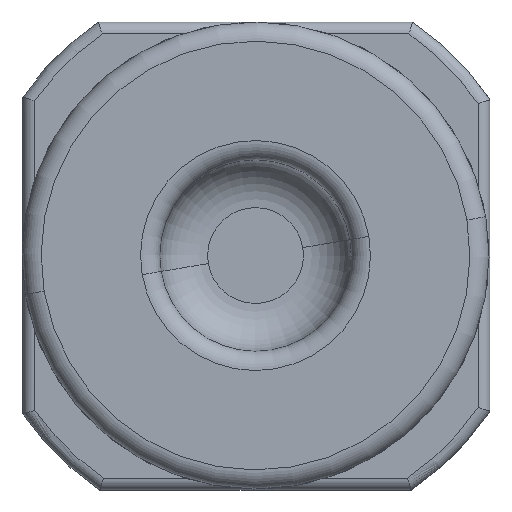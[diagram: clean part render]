
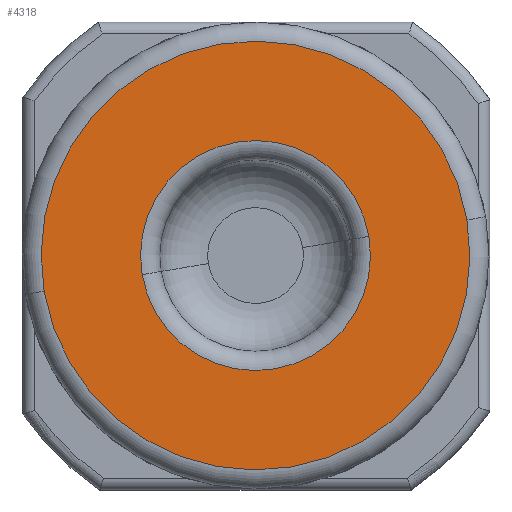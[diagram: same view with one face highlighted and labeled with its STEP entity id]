
A CAD part, front view. The second image highlights one B-rep face of the part: STEP entity #4318.
In plain terms, the highlighted face is planar.
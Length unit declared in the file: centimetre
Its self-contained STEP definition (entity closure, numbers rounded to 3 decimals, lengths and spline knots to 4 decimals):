
#358 = VERTEX_POINT ( 'NONE', #4767 ) ;
#373 = CARTESIAN_POINT ( 'NONE',  ( 0., 0.1956, 0. ) ) ;
#1065 = EDGE_CURVE ( 'NONE', #2396, #5970, #2768, .T. ) ;
#1161 = EDGE_LOOP ( 'NONE', ( #3084, #4672 ) ) ;
#1440 = CARTESIAN_POINT ( 'NONE',  ( 0., 0.1956, -0.1219 ) ) ;
#1631 = DIRECTION ( 'NONE',  ( 0., 0., 1. ) ) ;
#1641 = EDGE_CURVE ( 'NONE', #358, #5377, #7196, .T. ) ;
#1970 = AXIS2_PLACEMENT_3D ( 'NONE', #373, #3578, #4720 ) ;
#2159 = DIRECTION ( 'NONE',  ( 0., 0., 1. ) ) ;
#2396 = VERTEX_POINT ( 'NONE', #3868 ) ;
#2714 = DIRECTION ( 'NONE',  ( 0., 1., 0. ) ) ;
#2768 = CIRCLE ( 'NONE', #1970, 0.2273 ) ;
#2773 = CIRCLE ( 'NONE', #6149, 0.2273 ) ;
#2820 = EDGE_CURVE ( 'NONE', #5970, #2396, #2773, .T. ) ;
#3007 = AXIS2_PLACEMENT_3D ( 'NONE', #5050, #2714, #1631 ) ;
#3084 = ORIENTED_EDGE ( 'NONE', *, *, #1065, .T. ) ;
#3413 = ORIENTED_EDGE ( 'NONE', *, *, #3674, .F. ) ;
#3419 = DIRECTION ( 'NONE',  ( 0., -1., 0. ) ) ;
#3578 = DIRECTION ( 'NONE',  ( 0., 1., 0. ) ) ;
#3674 = EDGE_CURVE ( 'NONE', #5377, #358, #6116, .T. ) ;
#3868 = CARTESIAN_POINT ( 'NONE',  ( 0., 0.1956, 0.2273 ) ) ;
#4041 = DIRECTION ( 'NONE',  ( 0., 0., -1. ) ) ;
#4318 = ADVANCED_FACE ( 'NONE', ( #4457, #5530 ), #5567, .F. ) ;
#4457 = FACE_BOUND ( 'NONE', #6787, .T. ) ;
#4622 = AXIS2_PLACEMENT_3D ( 'NONE', #6774, #3419, #4041 ) ;
#4672 = ORIENTED_EDGE ( 'NONE', *, *, #2820, .T. ) ;
#4720 = DIRECTION ( 'NONE',  ( 0., 0., 1. ) ) ;
#4767 = CARTESIAN_POINT ( 'NONE',  ( 0., 0.1956, 0.1219 ) ) ;
#4914 = ORIENTED_EDGE ( 'NONE', *, *, #1641, .F. ) ;
#4958 = CARTESIAN_POINT ( 'NONE',  ( 0., 0.1956, 0. ) ) ;
#5050 = CARTESIAN_POINT ( 'NONE',  ( 0., 0.1956, 0. ) ) ;
#5266 = CARTESIAN_POINT ( 'NONE',  ( 0., 0.1956, 0. ) ) ;
#5377 = VERTEX_POINT ( 'NONE', #1440 ) ;
#5530 = FACE_OUTER_BOUND ( 'NONE', #1161, .T. ) ;
#5567 = PLANE ( 'NONE',  #4622 ) ;
#5661 = DIRECTION ( 'NONE',  ( 0., 0., 1. ) ) ;
#5702 = DIRECTION ( 'NONE',  ( 0., 1., 0. ) ) ;
#5740 = CARTESIAN_POINT ( 'NONE',  ( 0., 0.1956, -0.2273 ) ) ;
#5970 = VERTEX_POINT ( 'NONE', #5740 ) ;
#6116 = CIRCLE ( 'NONE', #7161, 0.1219 ) ;
#6149 = AXIS2_PLACEMENT_3D ( 'NONE', #4958, #7139, #2159 ) ;
#6774 = CARTESIAN_POINT ( 'NONE',  ( 0., 0.1956, 0. ) ) ;
#6787 = EDGE_LOOP ( 'NONE', ( #4914, #3413 ) ) ;
#7139 = DIRECTION ( 'NONE',  ( 0., 1., 0. ) ) ;
#7161 = AXIS2_PLACEMENT_3D ( 'NONE', #5266, #5702, #5661 ) ;
#7196 = CIRCLE ( 'NONE', #3007, 0.1219 ) ;
